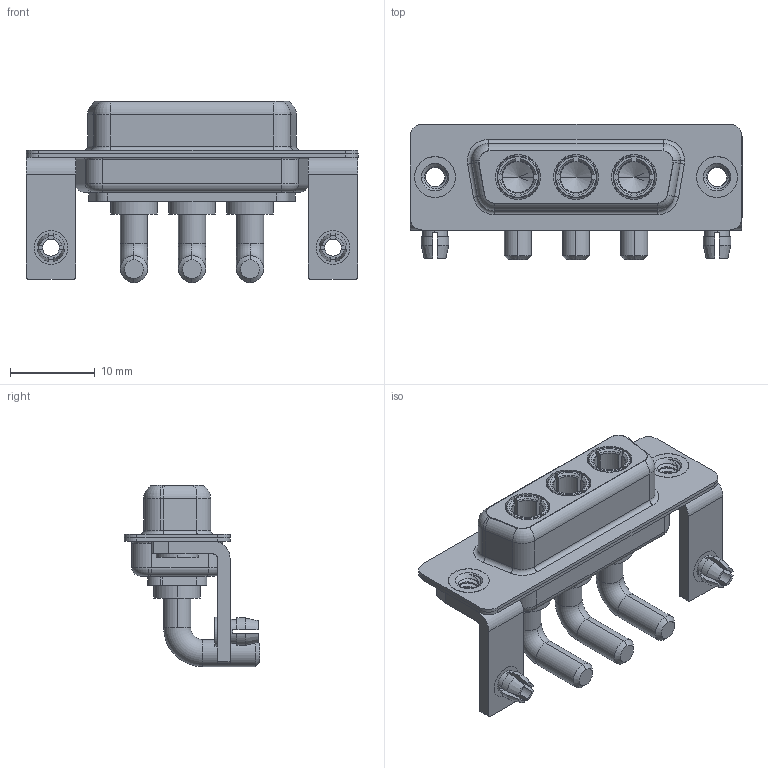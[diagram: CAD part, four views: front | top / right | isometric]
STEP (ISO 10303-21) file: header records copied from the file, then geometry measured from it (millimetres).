
FILE_DESCRIPTION (( 'STEP AP203' ), '1' );
FILE_NAME ('630-3W3-640-3T3.STEP', '2022-05-30T13:08:09', ( '' ), ( '' ), 'SwSTEP 2.0', 'SolidWorks 2020', '' );
FILE_SCHEMA (( 'CONFIG_CONTROL_DESIGN' ));
Length unit declared in the file: millimetre
Products named in the file (8): 630-3W3-640-3T3; 630Combo Shell Front_15 Contacts; Power Socket_30A RA; 630Combo Threaded Rivet_3; 630Combo Housing_3W3; 630Combo Board Lock; 630Combo Stabilizer Bracket; 630Combo Shell Rear_15 Contacts
Assembly tree (12 placements, depth 2):
  630-3W3-640-3T3
    630Combo Housing_3W3
    630Combo Shell Front_15 Contacts
    630Combo Shell Rear_15 Contacts
    630Combo Threaded Rivet_3  x2
    630Combo Stabilizer Bracket  x2
    630Combo Board Lock  x2
    Power Socket_30A RA  x3
Bounding box: 39.2 x 16 x 21.4 mm (x, y, z)
Volume: 3030.3 mm3; surface area: 6776.9 mm2
Topology: 15 solids, 15 shells, 645 faces, 1653 edges, 1056 vertices
Faces by surface type: cylinder 262, plane 222, cone 77, torus 75, bspline 9
Entity records: 14706 total; most frequent: CARTESIAN_POINT 3920, DIRECTION 2173, ORIENTED_EDGE 2010, EDGE_CURVE 1005, AXIS2_PLACEMENT_3D 872, VERTEX_POINT 639, CIRCLE 461, EDGE_LOOP 444
